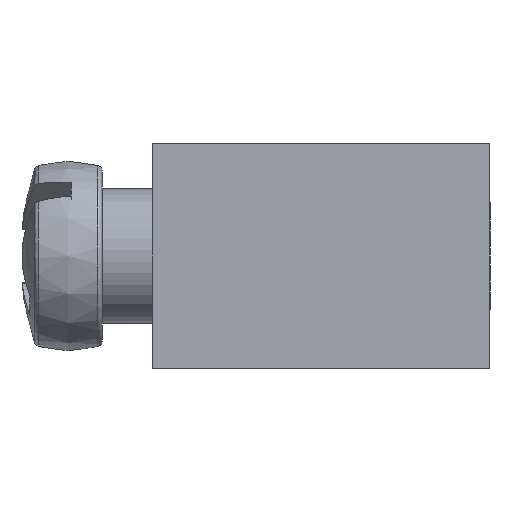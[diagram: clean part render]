
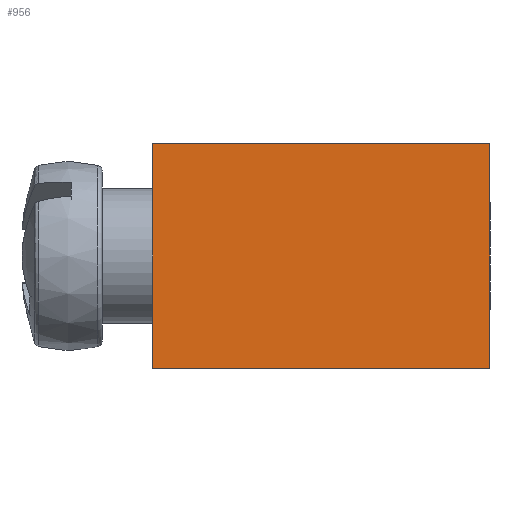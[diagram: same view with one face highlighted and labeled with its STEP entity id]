
A CAD part, left-side view. The second image highlights one B-rep face of the part: STEP entity #956.
In plain terms, the highlighted planar face has unit normal (-1, 0, 0).
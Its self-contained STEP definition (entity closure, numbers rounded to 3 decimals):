
#55=LINE('',#1458,#89);
#57=LINE('',#1477,#91);
#62=LINE('',#1725,#96);
#63=LINE('',#1727,#97);
#89=VECTOR('',#1134,12.);
#91=VECTOR('',#1152,12.);
#96=VECTOR('',#1247,8.);
#97=VECTOR('',#1250,8.);
#124=PLANE('',#1047);
#303=FACE_OUTER_BOUND('',#403,.T.);
#403=EDGE_LOOP('',(#741,#742,#743,#744));
#460=VERTEX_POINT('',#1451);
#463=VERTEX_POINT('',#1456);
#471=VERTEX_POINT('',#1474);
#472=VERTEX_POINT('',#1476);
#552=EDGE_CURVE('',#463,#460,#55,.T.);
#560=EDGE_CURVE('',#471,#472,#57,.T.);
#592=EDGE_CURVE('',#472,#463,#62,.T.);
#593=EDGE_CURVE('',#460,#471,#63,.T.);
#741=ORIENTED_EDGE('',*,*,#592,.F.);
#742=ORIENTED_EDGE('',*,*,#560,.F.);
#743=ORIENTED_EDGE('',*,*,#593,.F.);
#744=ORIENTED_EDGE('',*,*,#552,.F.);
#956=ADVANCED_FACE('',(#303),#124,.T.);
#1047=AXIS2_PLACEMENT_3D('',#1726,#1248,#1249);
#1134=DIRECTION('',(0.,1.,0.));
#1152=DIRECTION('',(0.,-1.,0.));
#1247=DIRECTION('',(0.,0.,-1.));
#1248=DIRECTION('center_axis',(-1.,0.,0.));
#1249=DIRECTION('ref_axis',(0.,-1.,0.));
#1250=DIRECTION('',(0.,0.,1.));
#1451=CARTESIAN_POINT('',(-28.5,6.,-4.));
#1456=CARTESIAN_POINT('',(-28.5,-6.,-4.));
#1458=CARTESIAN_POINT('',(-28.5,-6.,-4.));
#1474=CARTESIAN_POINT('',(-28.5,6.,4.));
#1476=CARTESIAN_POINT('',(-28.5,-6.,4.));
#1477=CARTESIAN_POINT('',(-28.5,-6.,4.));
#1725=CARTESIAN_POINT('',(-28.5,-6.,0.));
#1726=CARTESIAN_POINT('Origin',(-28.5,6.,0.));
#1727=CARTESIAN_POINT('',(-28.5,6.,0.));
